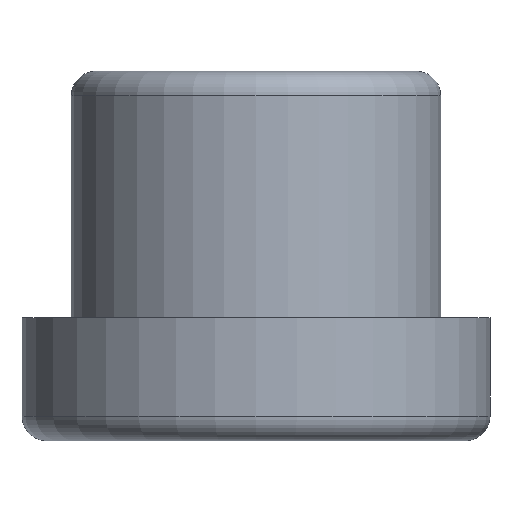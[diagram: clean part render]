
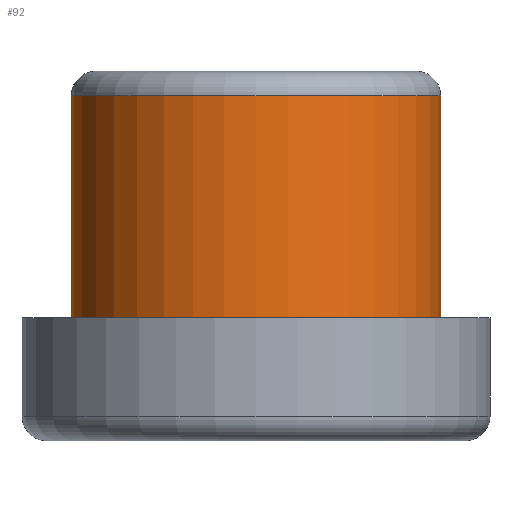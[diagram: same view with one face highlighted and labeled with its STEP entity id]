
A CAD part, front view. The second image highlights one B-rep face of the part: STEP entity #92.
In plain terms, the highlighted cylindrical face has radius 3 mm (diameter 6 mm), a full revolution.
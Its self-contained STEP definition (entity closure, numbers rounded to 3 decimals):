
#19=LINE('',#181,#21);
#21=VECTOR('',#148,3.);
#23=CYLINDRICAL_SURFACE('',#123,3.);
#26=FACE_OUTER_BOUND('',#33,.T.);
#33=EDGE_LOOP('',(#72,#73,#74,#75,#76));
#42=CIRCLE('',#121,3.);
#43=CIRCLE('',#122,3.);
#44=CIRCLE('',#124,3.);
#50=VERTEX_POINT('',#174);
#51=VERTEX_POINT('',#176);
#52=VERTEX_POINT('',#180);
#58=EDGE_CURVE('',#50,#51,#42,.T.);
#59=EDGE_CURVE('',#51,#50,#43,.T.);
#60=EDGE_CURVE('',#51,#52,#19,.T.);
#61=EDGE_CURVE('',#52,#52,#44,.T.);
#72=ORIENTED_EDGE('',*,*,#59,.F.);
#73=ORIENTED_EDGE('',*,*,#60,.T.);
#74=ORIENTED_EDGE('',*,*,#61,.F.);
#75=ORIENTED_EDGE('',*,*,#60,.F.);
#76=ORIENTED_EDGE('',*,*,#58,.F.);
#92=ADVANCED_FACE('',(#26),#23,.T.);
#121=AXIS2_PLACEMENT_3D('',#177,#142,#143);
#122=AXIS2_PLACEMENT_3D('',#178,#144,#145);
#123=AXIS2_PLACEMENT_3D('',#179,#146,#147);
#124=AXIS2_PLACEMENT_3D('',#182,#149,#150);
#142=DIRECTION('center_axis',(0.,0.,1.));
#143=DIRECTION('ref_axis',(-1.,0.,0.));
#144=DIRECTION('center_axis',(0.,0.,1.));
#145=DIRECTION('ref_axis',(-1.,0.,0.));
#146=DIRECTION('center_axis',(0.,0.,1.));
#147=DIRECTION('ref_axis',(-1.,0.,0.));
#148=DIRECTION('',(0.,0.,-1.));
#149=DIRECTION('center_axis',(0.,0.,-1.));
#150=DIRECTION('ref_axis',(-1.,0.,0.));
#174=CARTESIAN_POINT('',(-3.,0.,5.6));
#176=CARTESIAN_POINT('',(3.,0.,5.6));
#177=CARTESIAN_POINT('Origin',(0.,0.,5.6));
#178=CARTESIAN_POINT('Origin',(0.,0.,5.6));
#179=CARTESIAN_POINT('Origin',(0.,0.,2.));
#180=CARTESIAN_POINT('',(3.,0.,2.));
#181=CARTESIAN_POINT('',(3.,0.,2.));
#182=CARTESIAN_POINT('Origin',(0.,0.,2.));
